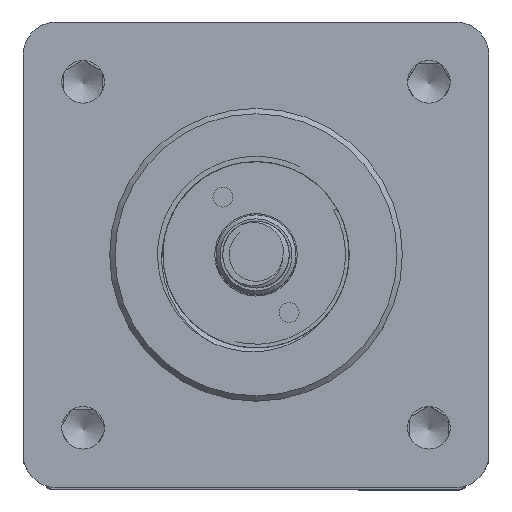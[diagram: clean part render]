
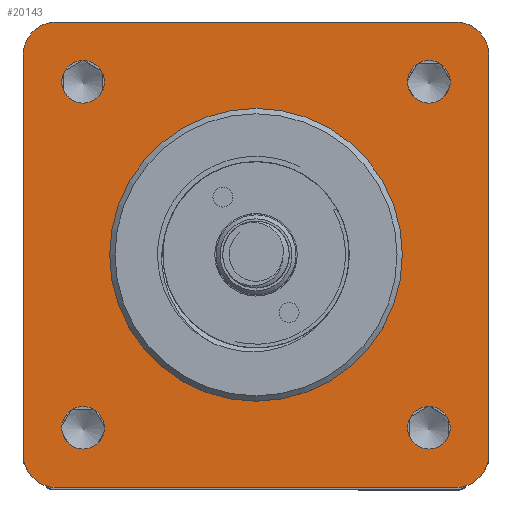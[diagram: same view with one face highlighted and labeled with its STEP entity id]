
A CAD part, top view. The second image highlights one B-rep face of the part: STEP entity #20143.
In plain terms, the highlighted planar face has unit normal (0, 0, 1).
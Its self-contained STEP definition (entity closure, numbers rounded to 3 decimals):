
#19973=CARTESIAN_POINT('',(-15.,-17.5,113.5));
#19974=VERTEX_POINT('',#19973);
#19981=CARTESIAN_POINT('',(-17.5,-15.,113.5));
#19982=VERTEX_POINT('',#19981);
#19983=CARTESIAN_POINT('',(-15.,-15.,113.5));
#19984=DIRECTION('',(0.0,0.0,-1.0));
#19985=DIRECTION('',(-0.707,-0.707,0.0));
#19986=AXIS2_PLACEMENT_3D('',#19983,#19984,#19985);
#19987=CIRCLE('',#19986,2.5);
#19988=EDGE_CURVE('',#19974,#19982,#19987,.T.);
#20005=CARTESIAN_POINT('',(-17.5,15.,113.5));
#20006=VERTEX_POINT('',#20005);
#20007=CARTESIAN_POINT('',(-17.5,-15.,113.5));
#20008=DIRECTION('',(0.0,1.0,0.0));
#20009=VECTOR('',#20008,30.);
#20010=LINE('',#20007,#20009);
#20011=EDGE_CURVE('',#19982,#20006,#20010,.T.);
#20030=CARTESIAN_POINT('',(17.5,-17.5,113.5));
#20031=DIRECTION('',(0.0,0.0,-1.0));
#20032=DIRECTION('',(-1.0,0.0,0.0));
#20033=AXIS2_PLACEMENT_3D('',#20030,#20031,#20032);
#20034=PLANE('',#20033);
#20035=ORIENTED_EDGE('',*,*,#19988,.F.);
#20036=CARTESIAN_POINT('',(15.,-17.5,113.5));
#20037=VERTEX_POINT('',#20036);
#20038=CARTESIAN_POINT('',(15.,-17.5,113.5));
#20039=DIRECTION('',(-1.0,0.0,0.0));
#20040=VECTOR('',#20039,30.0);
#20041=LINE('',#20038,#20040);
#20042=EDGE_CURVE('',#20037,#19974,#20041,.T.);
#20043=ORIENTED_EDGE('',*,*,#20042,.F.);
#20044=CARTESIAN_POINT('',(17.5,-15.,113.5));
#20045=VERTEX_POINT('',#20044);
#20046=CARTESIAN_POINT('',(15.,-15.,113.5));
#20047=DIRECTION('',(0.0,0.0,-1.0));
#20048=DIRECTION('',(0.707,-0.707,0.0));
#20049=AXIS2_PLACEMENT_3D('',#20046,#20047,#20048);
#20050=CIRCLE('',#20049,2.5);
#20051=EDGE_CURVE('',#20045,#20037,#20050,.T.);
#20052=ORIENTED_EDGE('',*,*,#20051,.F.);
#20053=CARTESIAN_POINT('',(17.5,15.,113.5));
#20054=VERTEX_POINT('',#20053);
#20055=CARTESIAN_POINT('',(17.5,15.,113.5));
#20056=DIRECTION('',(0.0,-1.0,0.0));
#20057=VECTOR('',#20056,30.);
#20058=LINE('',#20055,#20057);
#20059=EDGE_CURVE('',#20054,#20045,#20058,.T.);
#20060=ORIENTED_EDGE('',*,*,#20059,.F.);
#20061=CARTESIAN_POINT('',(15.,17.5,113.5));
#20062=VERTEX_POINT('',#20061);
#20063=CARTESIAN_POINT('',(15.,15.,113.5));
#20064=DIRECTION('',(0.0,0.0,-1.0));
#20065=DIRECTION('',(0.707,0.707,0.0));
#20066=AXIS2_PLACEMENT_3D('',#20063,#20064,#20065);
#20067=CIRCLE('',#20066,2.5);
#20068=EDGE_CURVE('',#20062,#20054,#20067,.T.);
#20069=ORIENTED_EDGE('',*,*,#20068,.F.);
#20070=CARTESIAN_POINT('',(-15.,17.5,113.5));
#20071=VERTEX_POINT('',#20070);
#20072=CARTESIAN_POINT('',(-15.,17.5,113.5));
#20073=DIRECTION('',(1.0,0.0,0.0));
#20074=VECTOR('',#20073,30.);
#20075=LINE('',#20072,#20074);
#20076=EDGE_CURVE('',#20071,#20062,#20075,.T.);
#20077=ORIENTED_EDGE('',*,*,#20076,.F.);
#20078=CARTESIAN_POINT('',(-15.,15.,113.5));
#20079=DIRECTION('',(0.0,0.0,-1.0));
#20080=DIRECTION('',(-0.707,0.707,0.0));
#20081=AXIS2_PLACEMENT_3D('',#20078,#20079,#20080);
#20082=CIRCLE('',#20081,2.5);
#20083=EDGE_CURVE('',#20006,#20071,#20082,.T.);
#20084=ORIENTED_EDGE('',*,*,#20083,.F.);
#20085=ORIENTED_EDGE('',*,*,#20011,.F.);
#20086=EDGE_LOOP('',(#20035,#20043,#20052,#20060,#20069,#20077,#20084,#20085));
#20087=FACE_OUTER_BOUND('',#20086,.T.);
#20088=CARTESIAN_POINT('',(-11.4,13.,113.5));
#20089=VERTEX_POINT('',#20088);
#20090=CARTESIAN_POINT('',(-13.,13.,113.5));
#20091=DIRECTION('',(0.0,0.0,1.0));
#20092=DIRECTION('',(1.0,0.0,0.0));
#20093=AXIS2_PLACEMENT_3D('',#20090,#20091,#20092);
#20094=CIRCLE('',#20093,1.6);
#20095=EDGE_CURVE('',#20089,#20089,#20094,.T.);
#20096=ORIENTED_EDGE('',*,*,#20095,.F.);
#20097=EDGE_LOOP('',(#20096));
#20098=FACE_BOUND('',#20097,.T.);
#20099=CARTESIAN_POINT('',(14.6,13.,113.5));
#20100=VERTEX_POINT('',#20099);
#20101=CARTESIAN_POINT('',(13.,13.,113.5));
#20102=DIRECTION('',(0.0,0.0,1.0));
#20103=DIRECTION('',(1.0,0.0,0.0));
#20104=AXIS2_PLACEMENT_3D('',#20101,#20102,#20103);
#20105=CIRCLE('',#20104,1.6);
#20106=EDGE_CURVE('',#20100,#20100,#20105,.T.);
#20107=ORIENTED_EDGE('',*,*,#20106,.F.);
#20108=EDGE_LOOP('',(#20107));
#20109=FACE_BOUND('',#20108,.T.);
#20110=CARTESIAN_POINT('',(-11.4,-13.,113.5));
#20111=VERTEX_POINT('',#20110);
#20112=CARTESIAN_POINT('',(-13.,-13.,113.5));
#20113=DIRECTION('',(0.0,0.0,1.0));
#20114=DIRECTION('',(1.0,0.0,0.0));
#20115=AXIS2_PLACEMENT_3D('',#20112,#20113,#20114);
#20116=CIRCLE('',#20115,1.6);
#20117=EDGE_CURVE('',#20111,#20111,#20116,.T.);
#20118=ORIENTED_EDGE('',*,*,#20117,.F.);
#20119=EDGE_LOOP('',(#20118));
#20120=FACE_BOUND('',#20119,.T.);
#20121=CARTESIAN_POINT('',(14.6,-13.,113.5));
#20122=VERTEX_POINT('',#20121);
#20123=CARTESIAN_POINT('',(13.,-13.,113.5));
#20124=DIRECTION('',(0.0,0.0,1.0));
#20125=DIRECTION('',(1.0,0.0,0.0));
#20126=AXIS2_PLACEMENT_3D('',#20123,#20124,#20125);
#20127=CIRCLE('',#20126,1.6);
#20128=EDGE_CURVE('',#20122,#20122,#20127,.T.);
#20129=ORIENTED_EDGE('',*,*,#20128,.F.);
#20130=EDGE_LOOP('',(#20129));
#20131=FACE_BOUND('',#20130,.T.);
#20132=CARTESIAN_POINT('',(-11.,0.,113.5));
#20133=VERTEX_POINT('',#20132);
#20134=CARTESIAN_POINT('',(0.,0.,113.5));
#20135=DIRECTION('',(0.0,0.0,-1.0));
#20136=DIRECTION('',(-1.0,0.0,0.0));
#20137=AXIS2_PLACEMENT_3D('',#20134,#20135,#20136);
#20138=CIRCLE('',#20137,11.);
#20139=EDGE_CURVE('',#20133,#20133,#20138,.F.);
#20140=ORIENTED_EDGE('',*,*,#20139,.F.);
#20141=EDGE_LOOP('',(#20140));
#20142=FACE_BOUND('',#20141,.T.);
#20143=ADVANCED_FACE('',(#20087,#20098,#20109,#20120,#20131,#20142),#20034,.F.);
